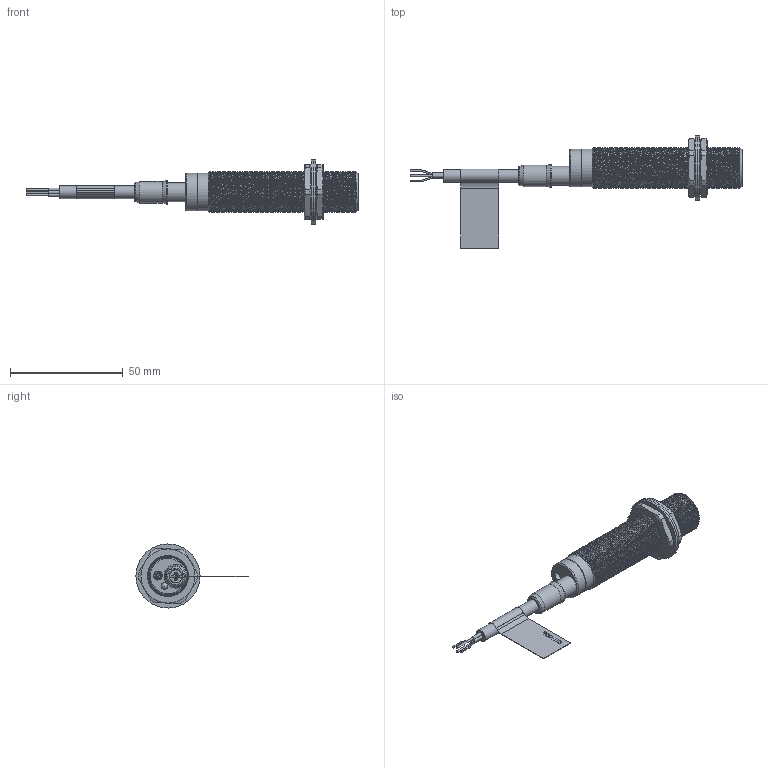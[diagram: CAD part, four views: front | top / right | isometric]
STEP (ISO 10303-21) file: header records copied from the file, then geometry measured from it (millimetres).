
FILE_DESCRIPTION(/* description */ ('Unknown'),/* implementation_level */ '2;1');
FILE_NAME(/* name */ '_VBI_M18-76S',/* time_stamp */ '2022-04-25T11:47:00+05:00',/* author */ ('Unknown'),/* organization */ ('Unknown'),/* preprocessor_version */ 'ST-DEVELOPER v16.7',/* originating_system */ 'Solid Edge',/* authorisation */ 'Unknown');
FILE_SCHEMA (('AUTOMOTIVE_DESIGN {1 0 10303 214 3 1 1}'));
Length unit declared in the file: millimetre
Products named in the file (18): ﾂﾁﾈ-ﾌ18-76(86)ﾑ-1ﾕﾕﾕ..; À0.199 Êîðïóñ; Á0.142 Êðûøêà (òèï Ñ); 11.429.000 ﾂﾁﾈ-ﾌ18-46ﾂ-ﾕ113-ﾑ; Ä1.008 Äåðæàòåëü (Ì18-öàíãà-1); 11.684.000 ﾂﾁﾈ-ﾌ18-46ﾕ-ﾕ1113-ﾑ.51; 11.311.101 êàòóøêà èíäóêòèâíîñòè; À4.014 Êàðêàñ êàòóøêè; ×àøêà ×14; Ã1.002 Êîëïà÷îê; Ý6.025-03 Êàáåëü; L-34ID êðàñíûé íîæêè 6 ìì; Êîëüöî 13,0õ1,0 (013-015-10); Ýòèêåòêà 70õ17 äëÿ ÂÁÈ-Ì12 íà êàáåëü; Ê1.004 Ãàéêà Ì18õ1; Â0.098 Óïëîòíåíèå íà øòóöåð ; ﾊ2.001 ﾘ琺矜 ⅰⅱ浯; Ðåçèñòîð TSR 3266W-472, 4,7êÎì, 0,25Âò Suntan
Assembly tree (19 placements, depth 4):
  ﾂﾁﾈ-ﾌ18-76(86)ﾑ-1ﾕﾕﾕ..
    À0.199 Êîðïóñ
    Á0.142 Êðûøêà (òèï Ñ)
    11.429.000 ﾂﾁﾈ-ﾌ18-46ﾂ-ﾕ113-ﾑ
      Ä1.008 Äåðæàòåëü (Ì18-öàíãà-1)
      11.684.000 ﾂﾁﾈ-ﾌ18-46ﾕ-ﾕ1113-ﾑ.51
      11.311.101 êàòóøêà èíäóêòèâíîñòè
        À4.014 Êàðêàñ êàòóøêè
        ×àøêà ×14
      Ã1.002 Êîëïà÷îê
    Ý6.025-03 Êàáåëü
    L-34ID êðàñíûé íîæêè 6 ìì
    Êîëüöî 13,0õ1,0 (013-015-10)
    Ýòèêåòêà 70õ17 äëÿ ÂÁÈ-Ì12 íà êàáåëü
    Ê1.004 Ãàéêà Ì18õ1  x2
    Â0.098 Óïëîòíåíèå íà øòóöåð 
    ﾊ2.001 ﾘ琺矜 ⅰⅱ浯  x2
    Ðåçèñòîð TSR 3266W-472, 4,7êÎì, 0,25Âò Suntan
Bounding box: 147.5 x 49.84 x 28.5 mm (x, y, z)
Volume: 10263 mm3; surface area: 23502 mm2
Topology: 19 solids, 19 shells, 627 faces, 1656 edges, 1113 vertices
Faces by surface type: plane 234, cylinder 167, bspline 162, cone 53, torus 10, sphere 1
Full cylindrical faces by diameter (mm): 0.5 x4, 0.9 x2, 1 x2, 1.5 x1, 1.8 x1, 2.4 x1, 3 x3, 3.55 x1, 5.6 x1, 5.8 x1, 6 x1, 6.1 x1, 7 x1, 7.1 x1, 7.4 x2, 7.8 x2, 8 x3, 8.4 x4, 9.6 x1, 10.5 x1, 11.6 x1, 13 x1, 13.6 x1, 14.5 x1, 15.1 x3, 15.2 x1, 15.3 x1, 15.38 x1, 15.5 x1, 15.6 x1
Entity records: 35797 total; most frequent: CARTESIAN_POINT 23830, ORIENTED_EDGE 2290, DIRECTION 1926, EDGE_CURVE 1145, VERTEX_POINT 812, AXIS2_PLACEMENT_3D 720, FACE_BOUND 653, EDGE_LOOP 652
